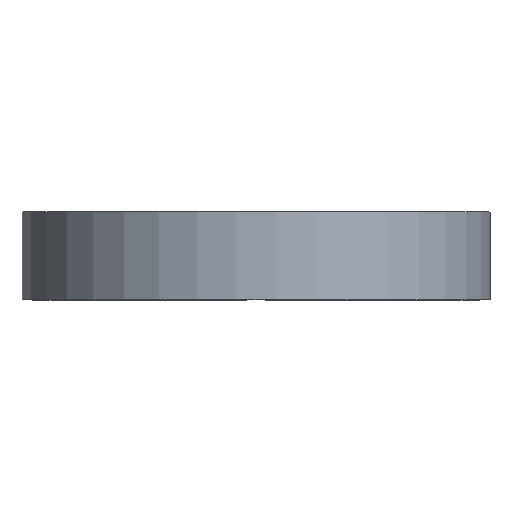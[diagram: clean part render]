
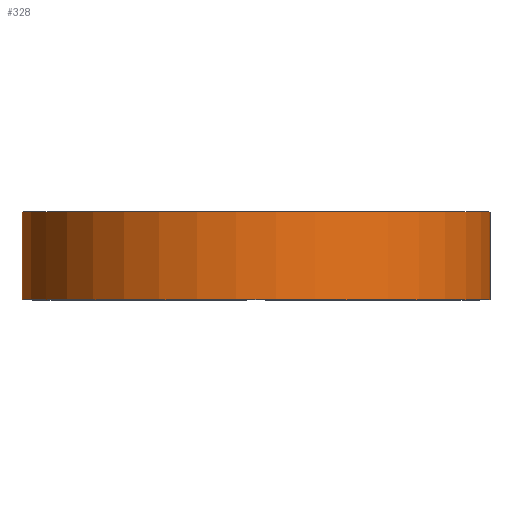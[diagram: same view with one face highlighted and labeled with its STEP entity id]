
A CAD part, top view. The second image highlights one B-rep face of the part: STEP entity #328.
In plain terms, the highlighted cylindrical face has radius 25.4 mm (diameter 50.8 mm), a partial arc.
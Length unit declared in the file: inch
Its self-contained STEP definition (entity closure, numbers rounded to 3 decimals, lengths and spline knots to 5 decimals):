
#85 = AXIS2_PLACEMENT_3D ( 'NONE', #350, #292, #450 ) ;
#95 = DIRECTION ( 'NONE',  ( 0., 0., -1. ) ) ;
#233 = ORIENTED_EDGE ( 'NONE', *, *, #342, .F. ) ;
#258 = CARTESIAN_POINT ( 'NONE',  ( -0.61538, 0.375, -0.78823 ) ) ;
#292 = DIRECTION ( 'NONE',  ( 0., 1., 0. ) ) ;
#304 = AXIS2_PLACEMENT_3D ( 'NONE', #806, #877, #95 ) ;
#328 = ADVANCED_FACE ( 'NONE', ( #1126 ), #1090, .T. ) ;
#342 = EDGE_CURVE ( 'NONE', #878, #1108, #1366, .T. ) ;
#349 = CARTESIAN_POINT ( 'NONE',  ( 0.61538, 0., -0.78823 ) ) ;
#350 = CARTESIAN_POINT ( 'NONE',  ( 0., 0.375, 0. ) ) ;
#368 = DIRECTION ( 'NONE',  ( 0., 1., 0. ) ) ;
#396 = EDGE_CURVE ( 'NONE', #878, #1193, #1056, .T. ) ;
#402 = ORIENTED_EDGE ( 'NONE', *, *, #1239, .T. ) ;
#450 = DIRECTION ( 'NONE',  ( 0., 0., 1. ) ) ;
#467 = CARTESIAN_POINT ( 'NONE',  ( 0.61538, 0.375, -0.78823 ) ) ;
#503 = VECTOR ( 'NONE', #509, 39.37008 ) ;
#509 = DIRECTION ( 'NONE',  ( 0., -1., 0. ) ) ;
#552 = EDGE_LOOP ( 'NONE', ( #233, #776, #981, #402 ) ) ;
#764 = CARTESIAN_POINT ( 'NONE',  ( -0.61538, 0.375, -0.78823 ) ) ;
#776 = ORIENTED_EDGE ( 'NONE', *, *, #396, .T. ) ;
#806 = CARTESIAN_POINT ( 'NONE',  ( 0., 0.375, 0. ) ) ;
#877 = DIRECTION ( 'NONE',  ( 0., -1., 0. ) ) ;
#878 = VERTEX_POINT ( 'NONE', #764 ) ;
#894 = CIRCLE ( 'NONE', #1206, 1. ) ;
#943 = VECTOR ( 'NONE', #1369, 39.37008 ) ;
#981 = ORIENTED_EDGE ( 'NONE', *, *, #1057, .T. ) ;
#1007 = VERTEX_POINT ( 'NONE', #349 ) ;
#1009 = CARTESIAN_POINT ( 'NONE',  ( 0., 0., 0. ) ) ;
#1056 = LINE ( 'NONE', #258, #503 ) ;
#1057 = EDGE_CURVE ( 'NONE', #1193, #1007, #894, .T. ) ;
#1090 = CYLINDRICAL_SURFACE ( 'NONE', #304, 1. ) ;
#1108 = VERTEX_POINT ( 'NONE', #467 ) ;
#1126 = FACE_OUTER_BOUND ( 'NONE', #552, .T. ) ;
#1193 = VERTEX_POINT ( 'NONE', #1387 ) ;
#1206 = AXIS2_PLACEMENT_3D ( 'NONE', #1009, #368, #1298 ) ;
#1216 = LINE ( 'NONE', #1249, #943 ) ;
#1239 = EDGE_CURVE ( 'NONE', #1007, #1108, #1216, .T. ) ;
#1249 = CARTESIAN_POINT ( 'NONE',  ( 0.61538, 0.375, -0.78823 ) ) ;
#1298 = DIRECTION ( 'NONE',  ( 0., 0., 1. ) ) ;
#1366 = CIRCLE ( 'NONE', #85, 1. ) ;
#1369 = DIRECTION ( 'NONE',  ( 0., 1., 0. ) ) ;
#1387 = CARTESIAN_POINT ( 'NONE',  ( -0.61538, 0., -0.78823 ) ) ;
